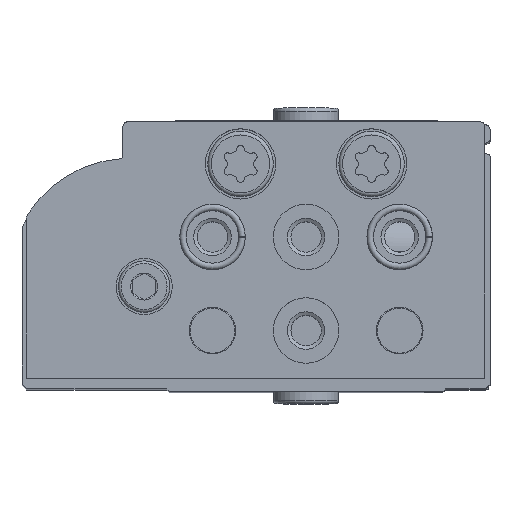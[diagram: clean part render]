
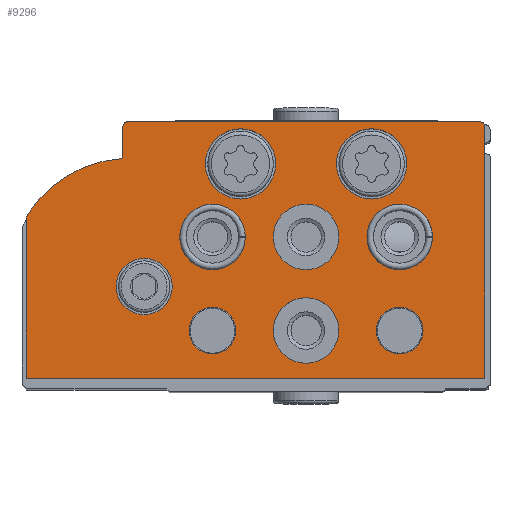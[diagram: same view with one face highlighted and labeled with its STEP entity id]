
A CAD part, top view. The second image highlights one B-rep face of the part: STEP entity #9296.
In plain terms, the highlighted face is planar.
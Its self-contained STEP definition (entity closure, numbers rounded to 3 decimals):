
#271=PLANE('',#10341);
#799=CIRCLE('',#10327,0.5);
#800=CIRCLE('',#10332,1.);
#801=CIRCLE('',#10334,13.);
#802=CIRCLE('',#10336,0.3);
#803=CIRCLE('',#10339,0.5);
#804=CIRCLE('',#10342,3.);
#805=CIRCLE('',#10343,3.75);
#806=CIRCLE('',#10344,3.75);
#807=CIRCLE('',#10345,3.5);
#808=CIRCLE('',#10346,3.5);
#809=CIRCLE('',#10347,3.5);
#810=CIRCLE('',#10348,3.5);
#811=CIRCLE('',#10349,2.5);
#812=CIRCLE('',#10350,2.5);
#1490=LINE('',#15817,#2144);
#1492=LINE('',#15821,#2146);
#1494=LINE('',#15825,#2148);
#1499=LINE('',#15841,#2153);
#1502=LINE('',#15849,#2156);
#2144=VECTOR('',#12764,1000.);
#2146=VECTOR('',#12768,1000.);
#2148=VECTOR('',#12772,1000.);
#2153=VECTOR('',#12791,1000.);
#2156=VECTOR('',#12800,1000.);
#4066=ORIENTED_EDGE('',*,*,#5775,.T.);
#4067=ORIENTED_EDGE('',*,*,#5776,.T.);
#4068=ORIENTED_EDGE('',*,*,#5777,.T.);
#4069=ORIENTED_EDGE('',*,*,#5778,.T.);
#4070=ORIENTED_EDGE('',*,*,#5779,.T.);
#4071=ORIENTED_EDGE('',*,*,#5780,.T.);
#4072=ORIENTED_EDGE('',*,*,#5781,.T.);
#4073=ORIENTED_EDGE('',*,*,#5782,.T.);
#4074=ORIENTED_EDGE('',*,*,#5783,.T.);
#4075=ORIENTED_EDGE('',*,*,#5754,.F.);
#4076=ORIENTED_EDGE('',*,*,#5773,.F.);
#4077=ORIENTED_EDGE('',*,*,#5771,.F.);
#4078=ORIENTED_EDGE('',*,*,#5769,.F.);
#4079=ORIENTED_EDGE('',*,*,#5767,.T.);
#4080=ORIENTED_EDGE('',*,*,#5765,.F.);
#4081=ORIENTED_EDGE('',*,*,#5763,.F.);
#4082=ORIENTED_EDGE('',*,*,#5761,.F.);
#4083=ORIENTED_EDGE('',*,*,#5759,.F.);
#4084=ORIENTED_EDGE('',*,*,#5757,.F.);
#5754=EDGE_CURVE('',#6789,#6790,#799,.T.);
#5757=EDGE_CURVE('',#6790,#6791,#1490,.T.);
#5759=EDGE_CURVE('',#6791,#6792,#1492,.T.);
#5761=EDGE_CURVE('',#6792,#6793,#1494,.T.);
#5763=EDGE_CURVE('',#6793,#6794,#800,.T.);
#5765=EDGE_CURVE('',#6794,#6795,#801,.T.);
#5767=EDGE_CURVE('',#6796,#6795,#802,.T.);
#5769=EDGE_CURVE('',#6796,#6797,#1499,.T.);
#5771=EDGE_CURVE('',#6797,#6798,#803,.T.);
#5773=EDGE_CURVE('',#6798,#6789,#1502,.T.);
#5775=EDGE_CURVE('',#6799,#6799,#804,.T.);
#5776=EDGE_CURVE('',#6800,#6800,#805,.T.);
#5777=EDGE_CURVE('',#6801,#6801,#806,.T.);
#5778=EDGE_CURVE('',#6802,#6802,#807,.T.);
#5779=EDGE_CURVE('',#6803,#6803,#808,.T.);
#5780=EDGE_CURVE('',#6804,#6804,#809,.T.);
#5781=EDGE_CURVE('',#6805,#6805,#810,.T.);
#5782=EDGE_CURVE('',#6806,#6806,#811,.T.);
#5783=EDGE_CURVE('',#6807,#6807,#812,.T.);
#6789=VERTEX_POINT('',#15812);
#6790=VERTEX_POINT('',#15813);
#6791=VERTEX_POINT('',#15818);
#6792=VERTEX_POINT('',#15822);
#6793=VERTEX_POINT('',#15826);
#6794=VERTEX_POINT('',#15830);
#6795=VERTEX_POINT('',#15834);
#6796=VERTEX_POINT('',#15838);
#6797=VERTEX_POINT('',#15842);
#6798=VERTEX_POINT('',#15846);
#6799=VERTEX_POINT('',#15853);
#6800=VERTEX_POINT('',#15855);
#6801=VERTEX_POINT('',#15857);
#6802=VERTEX_POINT('',#15859);
#6803=VERTEX_POINT('',#15861);
#6804=VERTEX_POINT('',#15863);
#6805=VERTEX_POINT('',#15865);
#6806=VERTEX_POINT('',#15867);
#6807=VERTEX_POINT('',#15869);
#7548=EDGE_LOOP('',(#4066));
#7549=EDGE_LOOP('',(#4067));
#7550=EDGE_LOOP('',(#4068));
#7551=EDGE_LOOP('',(#4069));
#7552=EDGE_LOOP('',(#4070));
#7553=EDGE_LOOP('',(#4071));
#7554=EDGE_LOOP('',(#4072));
#7555=EDGE_LOOP('',(#4073));
#7556=EDGE_LOOP('',(#4074));
#7557=EDGE_LOOP('',(#4075,#4076,#4077,#4078,#4079,#4080,#4081,#4082,#4083,
#4084));
#8371=FACE_BOUND('',#7548,.T.);
#8372=FACE_BOUND('',#7549,.T.);
#8373=FACE_BOUND('',#7550,.T.);
#8374=FACE_BOUND('',#7551,.T.);
#8375=FACE_BOUND('',#7552,.T.);
#8376=FACE_BOUND('',#7553,.T.);
#8377=FACE_BOUND('',#7554,.T.);
#8378=FACE_BOUND('',#7555,.T.);
#8379=FACE_BOUND('',#7556,.T.);
#8380=FACE_BOUND('',#7557,.T.);
#9296=ADVANCED_FACE('',(#8371,#8372,#8373,#8374,#8375,#8376,#8377,#8378,
#8379,#8380),#271,.F.);
#10327=AXIS2_PLACEMENT_3D('',#15811,#12758,#12759);
#10332=AXIS2_PLACEMENT_3D('',#15829,#12776,#12777);
#10334=AXIS2_PLACEMENT_3D('',#15833,#12781,#12782);
#10336=AXIS2_PLACEMENT_3D('',#15837,#12786,#12787);
#10339=AXIS2_PLACEMENT_3D('',#15845,#12795,#12796);
#10341=AXIS2_PLACEMENT_3D('',#15851,#12802,#12803);
#10342=AXIS2_PLACEMENT_3D('',#15852,#12804,#12805);
#10343=AXIS2_PLACEMENT_3D('',#15854,#12806,#12807);
#10344=AXIS2_PLACEMENT_3D('',#15856,#12808,#12809);
#10345=AXIS2_PLACEMENT_3D('',#15858,#12810,#12811);
#10346=AXIS2_PLACEMENT_3D('',#15860,#12812,#12813);
#10347=AXIS2_PLACEMENT_3D('',#15862,#12814,#12815);
#10348=AXIS2_PLACEMENT_3D('',#15864,#12816,#12817);
#10349=AXIS2_PLACEMENT_3D('',#15866,#12818,#12819);
#10350=AXIS2_PLACEMENT_3D('',#15868,#12820,#12821);
#12758=DIRECTION('',(0.,0.,1.));
#12759=DIRECTION('',(1.,0.,0.));
#12764=DIRECTION('',(0.,-1.,0.));
#12768=DIRECTION('',(1.,0.,0.));
#12772=DIRECTION('',(0.,1.,0.));
#12776=DIRECTION('',(0.,0.,1.));
#12777=DIRECTION('',(1.,0.,0.));
#12781=DIRECTION('',(0.,0.,1.));
#12782=DIRECTION('',(1.,0.,0.));
#12786=DIRECTION('',(0.,0.,1.));
#12787=DIRECTION('',(1.,0.,0.));
#12791=DIRECTION('',(0.,1.,0.));
#12795=DIRECTION('',(0.,0.,1.));
#12796=DIRECTION('',(1.,0.,0.));
#12800=DIRECTION('',(-1.,0.,0.));
#12802=DIRECTION('',(0.,0.,1.));
#12803=DIRECTION('',(1.,0.,0.));
#12804=DIRECTION('',(0.,0.,1.));
#12805=DIRECTION('',(1.,0.,0.));
#12806=DIRECTION('',(0.,0.,1.));
#12807=DIRECTION('',(1.,0.,0.));
#12808=DIRECTION('',(0.,0.,1.));
#12809=DIRECTION('',(1.,0.,0.));
#12810=DIRECTION('',(0.,0.,1.));
#12811=DIRECTION('',(1.,0.,0.));
#12812=DIRECTION('',(0.,0.,1.));
#12813=DIRECTION('',(1.,0.,0.));
#12814=DIRECTION('',(0.,0.,1.));
#12815=DIRECTION('',(1.,0.,0.));
#12816=DIRECTION('',(0.,0.,1.));
#12817=DIRECTION('',(1.,0.,0.));
#12818=DIRECTION('',(0.,0.,1.));
#12819=DIRECTION('',(1.,0.,0.));
#12820=DIRECTION('',(0.,0.,1.));
#12821=DIRECTION('',(1.,0.,0.));
#15811=CARTESIAN_POINT('',(0.5,26.9,0.));
#15812=CARTESIAN_POINT('',(0.5,27.4,0.));
#15813=CARTESIAN_POINT('',(0.,26.9,0.));
#15817=CARTESIAN_POINT('',(0.,26.9,0.));
#15818=CARTESIAN_POINT('',(0.,0.,0.));
#15821=CARTESIAN_POINT('',(0.,0.,0.));
#15822=CARTESIAN_POINT('',(49.,0.,0.));
#15825=CARTESIAN_POINT('',(49.,0.,0.));
#15826=CARTESIAN_POINT('',(49.,16.98,0.));
#15829=CARTESIAN_POINT('',(48.,16.98,0.));
#15830=CARTESIAN_POINT('',(48.842,17.52,0.));
#15833=CARTESIAN_POINT('',(37.9,10.5,0.));
#15834=CARTESIAN_POINT('',(38.936,23.459,0.));
#15837=CARTESIAN_POINT('',(38.96,23.758,0.));
#15838=CARTESIAN_POINT('',(38.66,23.758,0.));
#15841=CARTESIAN_POINT('',(38.66,23.758,0.));
#15842=CARTESIAN_POINT('',(38.66,26.9,0.));
#15845=CARTESIAN_POINT('',(38.16,26.9,0.));
#15846=CARTESIAN_POINT('',(38.16,27.4,0.));
#15849=CARTESIAN_POINT('',(38.16,27.4,0.));
#15851=CARTESIAN_POINT('',(0.5,26.9,0.));
#15852=CARTESIAN_POINT('',(36.4,9.8,0.));
#15853=CARTESIAN_POINT('',(39.4,9.8,0.));
#15854=CARTESIAN_POINT('',(26.1,22.9,0.));
#15855=CARTESIAN_POINT('',(29.85,22.9,0.));
#15856=CARTESIAN_POINT('',(12.1,22.9,0.));
#15857=CARTESIAN_POINT('',(15.85,22.9,0.));
#15858=CARTESIAN_POINT('',(29.1,15.1,0.));
#15859=CARTESIAN_POINT('',(32.6,15.1,0.));
#15860=CARTESIAN_POINT('',(19.1,15.1,0.));
#15861=CARTESIAN_POINT('',(22.6,15.1,0.));
#15862=CARTESIAN_POINT('',(9.1,15.1,0.));
#15863=CARTESIAN_POINT('',(12.6,15.1,0.));
#15864=CARTESIAN_POINT('',(19.1,5.1,0.));
#15865=CARTESIAN_POINT('',(22.6,5.1,0.));
#15866=CARTESIAN_POINT('',(29.1,5.1,0.));
#15867=CARTESIAN_POINT('',(31.6,5.1,0.));
#15868=CARTESIAN_POINT('',(9.1,5.1,0.));
#15869=CARTESIAN_POINT('',(11.6,5.1,0.));
